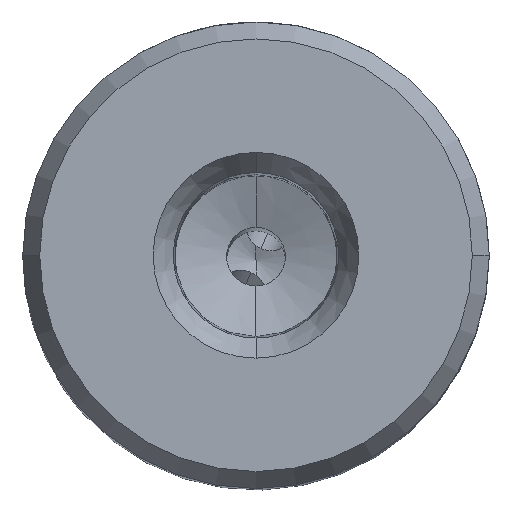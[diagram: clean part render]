
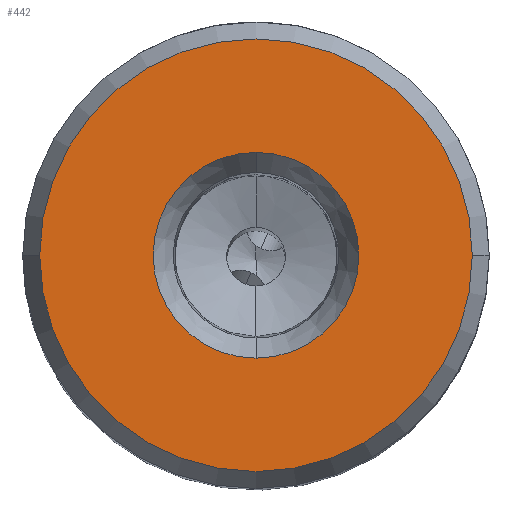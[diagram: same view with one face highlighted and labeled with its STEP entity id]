
A CAD part, top view. The second image highlights one B-rep face of the part: STEP entity #442.
In plain terms, the highlighted planar face has unit normal (0, 0, 1).
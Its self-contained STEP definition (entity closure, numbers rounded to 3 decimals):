
#48=FACE_BOUND('',#747,.T.);
#49=FACE_BOUND('',#748,.T.);
#115=PLANE('',#2923);
#329=CIRCLE('',#2917,7.);
#330=CIRCLE('',#2919,7.);
#331=CIRCLE('',#2921,14.72);
#332=CIRCLE('',#2922,14.72);
#442=ADVANCED_FACE('',(#48,#49),#115,.T.);
#747=EDGE_LOOP('',(#1020,#1021));
#748=EDGE_LOOP('',(#1022,#1023));
#1020=ORIENTED_EDGE('',*,*,#2184,.T.);
#1021=ORIENTED_EDGE('',*,*,#2185,.T.);
#1022=ORIENTED_EDGE('',*,*,#2186,.T.);
#1023=ORIENTED_EDGE('',*,*,#2187,.T.);
#1854=VERTEX_POINT('',#5812);
#1855=VERTEX_POINT('',#5814);
#1856=VERTEX_POINT('',#5820);
#1857=VERTEX_POINT('',#5821);
#2184=EDGE_CURVE('',#1854,#1855,#329,.T.);
#2185=EDGE_CURVE('',#1855,#1854,#330,.T.);
#2186=EDGE_CURVE('',#1856,#1857,#331,.T.);
#2187=EDGE_CURVE('',#1857,#1856,#332,.T.);
#2917=AXIS2_PLACEMENT_3D('',#5815,#3196,#3197);
#2919=AXIS2_PLACEMENT_3D('',#5817,#3200,#3201);
#2921=AXIS2_PLACEMENT_3D('',#5819,#3204,#3205);
#2922=AXIS2_PLACEMENT_3D('',#5822,#3206,#3207);
#2923=AXIS2_PLACEMENT_3D('',#5823,#3208,#3209);
#3196=DIRECTION('',(0.,0.,-1.));
#3197=DIRECTION('',(0.,-1.,0.));
#3200=DIRECTION('',(0.,0.,-1.));
#3201=DIRECTION('',(0.,1.,0.));
#3204=DIRECTION('',(0.,0.,1.));
#3205=DIRECTION('',(-1.,0.,0.));
#3206=DIRECTION('',(0.,0.,1.));
#3207=DIRECTION('',(1.,0.,0.));
#3208=DIRECTION('',(0.,0.,1.));
#3209=DIRECTION('',(-1.,0.,0.));
#5812=CARTESIAN_POINT('',(0.,-7.,30.2));
#5814=CARTESIAN_POINT('',(0.,7.,30.2));
#5815=CARTESIAN_POINT('',(0.,0.,30.2));
#5817=CARTESIAN_POINT('',(0.,0.,30.2));
#5819=CARTESIAN_POINT('',(0.,0.,30.2));
#5820=CARTESIAN_POINT('',(-14.72,0.,30.2));
#5821=CARTESIAN_POINT('',(14.72,0.,30.2));
#5822=CARTESIAN_POINT('',(0.,0.,30.2));
#5823=CARTESIAN_POINT('',(0.,0.,30.2));
